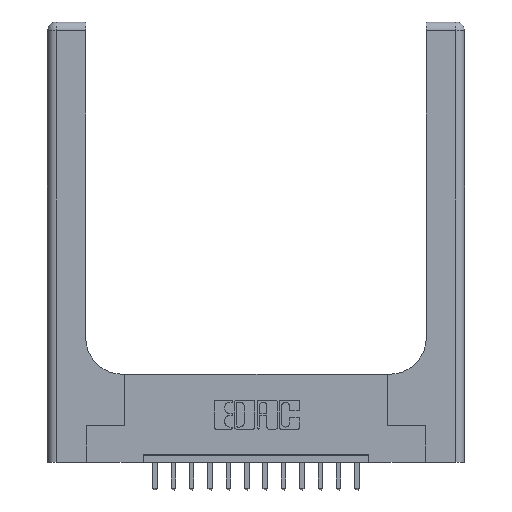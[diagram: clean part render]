
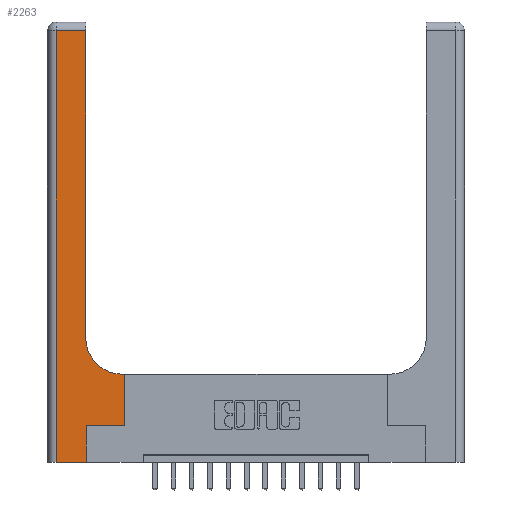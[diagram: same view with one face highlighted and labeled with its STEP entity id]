
A CAD part, top view. The second image highlights one B-rep face of the part: STEP entity #2263.
In plain terms, the highlighted planar face has unit normal (0, 0, 1).
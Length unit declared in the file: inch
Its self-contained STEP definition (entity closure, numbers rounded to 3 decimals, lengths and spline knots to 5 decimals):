
#51 = EDGE_CURVE ( 'NONE', #14507, #13438, #1339, .T. ) ;
#214 = DIRECTION ( 'NONE',  ( 0., -1., 0. ) ) ;
#786 = LINE ( 'NONE', #1045, #1355 ) ;
#813 = ORIENTED_EDGE ( 'NONE', *, *, #51, .T. ) ;
#1045 = CARTESIAN_POINT ( 'NONE',  ( 0.26, 3., 0.37 ) ) ;
#1206 = VECTOR ( 'NONE', #13685, 39.37008 ) ;
#1207 = CARTESIAN_POINT ( 'NONE',  ( 0.06, 0., 0.37 ) ) ;
#1319 = VERTEX_POINT ( 'NONE', #3300 ) ;
#1339 = LINE ( 'NONE', #1442, #9773 ) ;
#1355 = VECTOR ( 'NONE', #4678, 39.37008 ) ;
#1389 = VECTOR ( 'NONE', #12917, 39.37008 ) ;
#1442 = CARTESIAN_POINT ( 'NONE',  ( 0.06, 3., 0.37 ) ) ;
#1960 = DIRECTION ( 'NONE',  ( -1., 0., 0. ) ) ;
#2044 = CARTESIAN_POINT ( 'NONE',  ( 0., 2.94, 0.37 ) ) ;
#2112 = EDGE_CURVE ( 'NONE', #15548, #7779, #17162, .T. ) ;
#2115 = FACE_OUTER_BOUND ( 'NONE', #2335, .T. ) ;
#2263 = ADVANCED_FACE ( 'NONE', ( #2115 ), #6360, .F. ) ;
#2335 = EDGE_LOOP ( 'NONE', ( #12290, #10185, #813, #3101, #8565, #5883, #5744, #3591, #3410 ) ) ;
#2653 = EDGE_CURVE ( 'NONE', #7779, #12160, #786, .T. ) ;
#3101 = ORIENTED_EDGE ( 'NONE', *, *, #11593, .T. ) ;
#3114 = CARTESIAN_POINT ( 'NONE',  ( 0.265, 0., 0.37 ) ) ;
#3300 = CARTESIAN_POINT ( 'NONE',  ( 0.528, 0.25, 0.37 ) ) ;
#3351 = VECTOR ( 'NONE', #1960, 39.37008 ) ;
#3410 = ORIENTED_EDGE ( 'NONE', *, *, #2112, .T. ) ;
#3578 = CARTESIAN_POINT ( 'NONE',  ( 0., 3., 0.37 ) ) ;
#3591 = ORIENTED_EDGE ( 'NONE', *, *, #5794, .T. ) ;
#3693 = VECTOR ( 'NONE', #15484, 39.37008 ) ;
#4345 = VERTEX_POINT ( 'NONE', #14037 ) ;
#4560 = EDGE_CURVE ( 'NONE', #4345, #16925, #13430, .T. ) ;
#4678 = DIRECTION ( 'NONE',  ( 0., 1., 0. ) ) ;
#5087 = EDGE_CURVE ( 'NONE', #1319, #13966, #5195, .T. ) ;
#5195 = LINE ( 'NONE', #10543, #16709 ) ;
#5620 = CARTESIAN_POINT ( 'NONE',  ( 0.528, 0.6, 0.37 ) ) ;
#5744 = ORIENTED_EDGE ( 'NONE', *, *, #5087, .T. ) ;
#5794 = EDGE_CURVE ( 'NONE', #13966, #15548, #15147, .T. ) ;
#5883 = ORIENTED_EDGE ( 'NONE', *, *, #16693, .T. ) ;
#6039 = LINE ( 'NONE', #2044, #3693 ) ;
#6360 = PLANE ( 'NONE',  #11650 ) ;
#6981 = DIRECTION ( 'NONE',  ( 1., 0., 0. ) ) ;
#7245 = DIRECTION ( 'NONE',  ( 0., 0., -1. ) ) ;
#7557 = CARTESIAN_POINT ( 'NONE',  ( 0., 0., 0.37 ) ) ;
#7685 = DIRECTION ( 'NONE',  ( -1., 0., 0. ) ) ;
#7779 = VERTEX_POINT ( 'NONE', #11805 ) ;
#8565 = ORIENTED_EDGE ( 'NONE', *, *, #4560, .T. ) ;
#9688 = CARTESIAN_POINT ( 'NONE',  ( 0.265, 0.25, 0.37 ) ) ;
#9773 = VECTOR ( 'NONE', #214, 39.37008 ) ;
#10185 = ORIENTED_EDGE ( 'NONE', *, *, #16058, .T. ) ;
#10543 = CARTESIAN_POINT ( 'NONE',  ( 0.528, 0.25, 0.37 ) ) ;
#10646 = CARTESIAN_POINT ( 'NONE',  ( 0.06, 2.94, 0.37 ) ) ;
#10836 = LINE ( 'NONE', #9688, #15169 ) ;
#11108 = DIRECTION ( 'NONE',  ( 1., 0., 0. ) ) ;
#11593 = EDGE_CURVE ( 'NONE', #13438, #4345, #14202, .T. ) ;
#11650 = AXIS2_PLACEMENT_3D ( 'NONE', #3578, #16741, #7685 ) ;
#11795 = DIRECTION ( 'NONE',  ( 0., 1., 0. ) ) ;
#11805 = CARTESIAN_POINT ( 'NONE',  ( 0.26, 0.85, 0.37 ) ) ;
#12160 = VERTEX_POINT ( 'NONE', #13062 ) ;
#12290 = ORIENTED_EDGE ( 'NONE', *, *, #2653, .T. ) ;
#12355 = CARTESIAN_POINT ( 'NONE',  ( 0.51, 0.6, 0.37 ) ) ;
#12540 = CARTESIAN_POINT ( 'NONE',  ( 0.26, 0.6, 0.37 ) ) ;
#12917 = DIRECTION ( 'NONE',  ( 1., 0., 0. ) ) ;
#13062 = CARTESIAN_POINT ( 'NONE',  ( 0.26, 2.94, 0.37 ) ) ;
#13430 = LINE ( 'NONE', #3114, #1206 ) ;
#13438 = VERTEX_POINT ( 'NONE', #1207 ) ;
#13685 = DIRECTION ( 'NONE',  ( 0., 1., 0. ) ) ;
#13966 = VERTEX_POINT ( 'NONE', #5620 ) ;
#13998 = CARTESIAN_POINT ( 'NONE',  ( 0.51, 0.85, 0.37 ) ) ;
#14037 = CARTESIAN_POINT ( 'NONE',  ( 0.265, 0., 0.37 ) ) ;
#14202 = LINE ( 'NONE', #7557, #1389 ) ;
#14302 = CARTESIAN_POINT ( 'NONE',  ( 0.265, 0.25, 0.37 ) ) ;
#14388 = AXIS2_PLACEMENT_3D ( 'NONE', #13998, #7245, #6981 ) ;
#14507 = VERTEX_POINT ( 'NONE', #10646 ) ;
#15147 = LINE ( 'NONE', #12540, #3351 ) ;
#15169 = VECTOR ( 'NONE', #11108, 39.37008 ) ;
#15484 = DIRECTION ( 'NONE',  ( -1., 0., 0. ) ) ;
#15548 = VERTEX_POINT ( 'NONE', #12355 ) ;
#16058 = EDGE_CURVE ( 'NONE', #12160, #14507, #6039, .T. ) ;
#16693 = EDGE_CURVE ( 'NONE', #16925, #1319, #10836, .T. ) ;
#16709 = VECTOR ( 'NONE', #11795, 39.37008 ) ;
#16741 = DIRECTION ( 'NONE',  ( 0., 0., -1. ) ) ;
#16925 = VERTEX_POINT ( 'NONE', #14302 ) ;
#17162 = CIRCLE ( 'NONE', #14388, 0.25 ) ;
